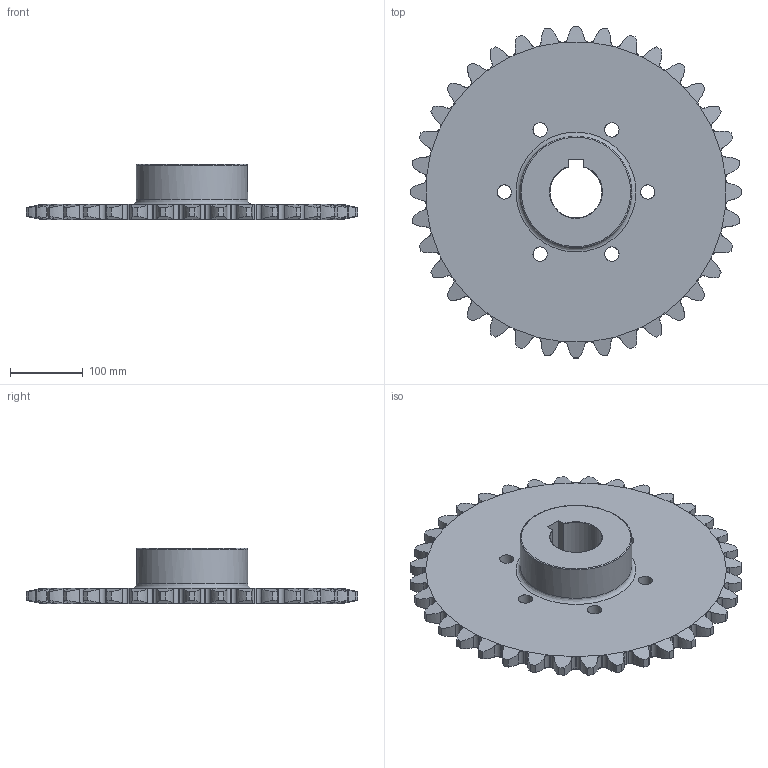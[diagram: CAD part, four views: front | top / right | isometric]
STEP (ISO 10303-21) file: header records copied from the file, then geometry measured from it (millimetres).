
FILE_DESCRIPTION(('FreeCAD Model'),'2;1');
FILE_NAME('Open CASCADE Shape Model','2025-05-04T18:09:48',('FreeCAD'),( 'FreeCAD'),'Open CASCADE STEP processor 7.6','FreeCAD','Unknown');
FILE_SCHEMA(('AUTOMOTIVE_DESIGN { 1 0 10303 214 1 1 1 1 }'));
Length unit declared in the file: millimetre
Products named in the file (1): Open CASCADE STEP translator 7.6 1
Bounding box: 457.53 x 457.53 x 76.18 mm (x, y, z)
Volume: 3767093.3 mm3; surface area: 377364 mm2
Topology: 1 solids, 1 shells, 378 faces, 980 edges, 605 vertices
Faces by surface type: bspline 378
Entity records: 12996 total; most frequent: CARTESIAN_POINT 7671, ORIENTED_EDGE 1960, EDGE_CURVE 980, VERTEX_POINT 605, B_SPLINE_CURVE_WITH_KNOTS 521, FACE_BOUND 393, EDGE_LOOP 393, ADVANCED_FACE 378
